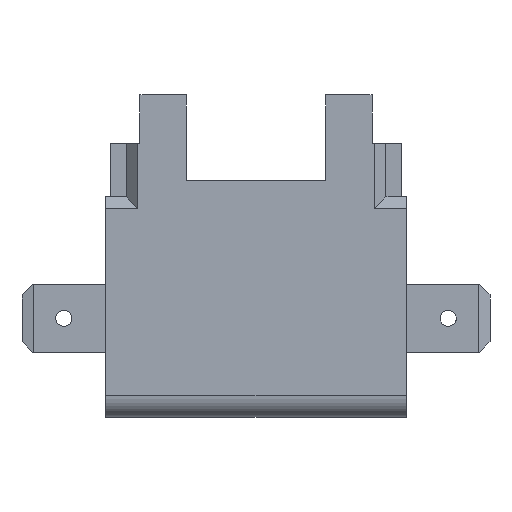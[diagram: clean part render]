
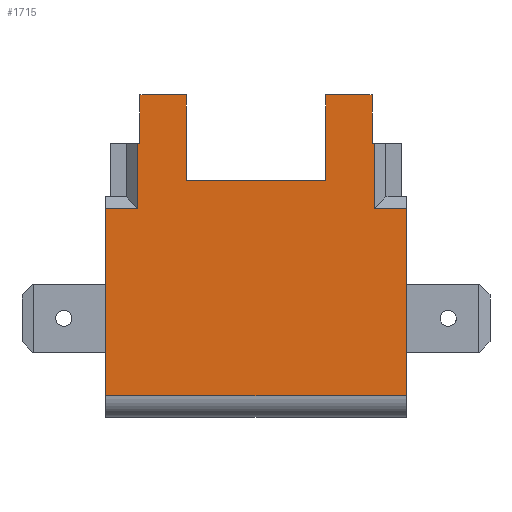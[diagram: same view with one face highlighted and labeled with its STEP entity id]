
A CAD part, left-side view. The second image highlights one B-rep face of the part: STEP entity #1715.
In plain terms, the highlighted free-form (B-spline) face has degree [1, 1] with [2, 2] control points.
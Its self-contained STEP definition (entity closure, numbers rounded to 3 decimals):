
#491 = VERTEX_POINT('',#492);
#492 = CARTESIAN_POINT('',(-3.343,9.502,
    26.395));
#521 = VERTEX_POINT('',#522);
#522 = CARTESIAN_POINT('',(-3.343,9.502,
    22.436));
#527 = EDGE_CURVE('',#521,#491,#528,.T.);
#528 = B_SPLINE_CURVE_WITH_KNOTS('',1,(#529,#530),.UNSPECIFIED.,.F.,.F.,
  (2,2),(-2.25,2.25),.PIECEWISE_BEZIER_KNOTS.);
#529 = CARTESIAN_POINT('',(-3.343,9.502,
    22.436));
#530 = CARTESIAN_POINT('',(-3.343,9.502,
    26.395));
#570 = EDGE_CURVE('',#571,#491,#573,.T.);
#571 = VERTEX_POINT('',#572);
#572 = CARTESIAN_POINT('',(-3.343,5.719,
    26.395));
#573 = B_SPLINE_CURVE_WITH_KNOTS('',1,(#574,#575),.UNSPECIFIED.,.F.,.F.,
  (2,2),(-2.15,2.15),.PIECEWISE_BEZIER_KNOTS.);
#574 = CARTESIAN_POINT('',(-3.343,5.719,
    26.395));
#575 = CARTESIAN_POINT('',(-3.343,9.502,
    26.395));
#662 = VERTEX_POINT('',#663);
#663 = CARTESIAN_POINT('',(-3.343,-5.719,
    26.395));
#668 = EDGE_CURVE('',#669,#662,#671,.T.);
#669 = VERTEX_POINT('',#670);
#670 = CARTESIAN_POINT('',(-3.343,-9.502,
    26.395));
#671 = B_SPLINE_CURVE_WITH_KNOTS('',1,(#672,#673),.UNSPECIFIED.,.F.,.F.,
  (2,2),(-2.15,2.15),.PIECEWISE_BEZIER_KNOTS.);
#672 = CARTESIAN_POINT('',(-3.343,-9.502,
    26.395));
#673 = CARTESIAN_POINT('',(-3.343,-5.719,
    26.395));
#690 = EDGE_CURVE('',#691,#669,#693,.T.);
#691 = VERTEX_POINT('',#692);
#692 = CARTESIAN_POINT('',(-3.343,-9.502,
    22.436));
#693 = B_SPLINE_CURVE_WITH_KNOTS('',1,(#694,#695),.UNSPECIFIED.,.F.,.F.,
  (2,2),(-2.25,2.25),.PIECEWISE_BEZIER_KNOTS.);
#694 = CARTESIAN_POINT('',(-3.343,-9.502,
    22.436));
#695 = CARTESIAN_POINT('',(-3.343,-9.502,
    26.395));
#904 = VERTEX_POINT('',#905);
#905 = CARTESIAN_POINT('',(-3.343,12.318,
    1.76));
#913 = VERTEX_POINT('',#914);
#914 = CARTESIAN_POINT('',(-3.343,-12.318,
    1.76));
#920 = EDGE_CURVE('',#904,#913,#921,.T.);
#921 = B_SPLINE_CURVE_WITH_KNOTS('',1,(#922,#923),.UNSPECIFIED.,.F.,.F.,
  (2,2),(-14.,14.),.PIECEWISE_BEZIER_KNOTS.);
#922 = CARTESIAN_POINT('',(-3.343,12.318,
    1.76));
#923 = CARTESIAN_POINT('',(-3.343,-12.318,
    1.76));
#1081 = EDGE_CURVE('',#1082,#571,#1084,.T.);
#1082 = VERTEX_POINT('',#1083);
#1083 = CARTESIAN_POINT('',(-3.343,5.719,
    19.357));
#1084 = B_SPLINE_CURVE_WITH_KNOTS('',1,(#1085,#1086),.UNSPECIFIED.,.F.,
  .F.,(2,2),(-4.,4.),.PIECEWISE_BEZIER_KNOTS.);
#1085 = CARTESIAN_POINT('',(-3.343,5.719,
    19.357));
#1086 = CARTESIAN_POINT('',(-3.343,5.719,
    26.395));
#1109 = VERTEX_POINT('',#1110);
#1110 = CARTESIAN_POINT('',(-3.343,-5.719,
    19.357));
#1115 = EDGE_CURVE('',#662,#1109,#1116,.T.);
#1116 = B_SPLINE_CURVE_WITH_KNOTS('',1,(#1117,#1118),.UNSPECIFIED.,.F.,
  .F.,(2,2),(-4.,4.),.PIECEWISE_BEZIER_KNOTS.);
#1117 = CARTESIAN_POINT('',(-3.343,-5.719,
    26.395));
#1118 = CARTESIAN_POINT('',(-3.343,-5.719,
    19.357));
#1451 = VERTEX_POINT('',#1452);
#1452 = CARTESIAN_POINT('',(-3.343,-9.678,
    22.436));
#1473 = EDGE_CURVE('',#1451,#691,#1474,.T.);
#1474 = B_SPLINE_CURVE_WITH_KNOTS('',1,(#1475,#1476),.UNSPECIFIED.,.F.,
  .F.,(2,2),(-0.1,0.1),.PIECEWISE_BEZIER_KNOTS.);
#1475 = CARTESIAN_POINT('',(-3.343,-9.678,
    22.436));
#1476 = CARTESIAN_POINT('',(-3.343,-9.502,
    22.436));
#1533 = EDGE_CURVE('',#1534,#1536,#1538,.T.);
#1534 = VERTEX_POINT('',#1535);
#1535 = CARTESIAN_POINT('',(-3.343,-9.678,
    17.069));
#1536 = VERTEX_POINT('',#1537);
#1537 = CARTESIAN_POINT('',(-3.343,-12.318,
    17.069));
#1538 = B_SPLINE_CURVE_WITH_KNOTS('',1,(#1539,#1540),.UNSPECIFIED.,.F.,
  .F.,(2,2),(11.,14.),.PIECEWISE_BEZIER_KNOTS.);
#1539 = CARTESIAN_POINT('',(-3.343,-9.678,
    17.069));
#1540 = CARTESIAN_POINT('',(-3.343,-12.318,
    17.069));
#1561 = EDGE_CURVE('',#1451,#1534,#1562,.T.);
#1562 = B_SPLINE_CURVE_WITH_KNOTS('',1,(#1563,#1564),.UNSPECIFIED.,.F.,
  .F.,(2,2),(-10.5,-4.4),.PIECEWISE_BEZIER_KNOTS.);
#1563 = CARTESIAN_POINT('',(-3.343,-9.678,
    22.436));
#1564 = CARTESIAN_POINT('',(-3.343,-9.678,
    17.069));
#1577 = EDGE_CURVE('',#904,#1578,#1580,.T.);
#1578 = VERTEX_POINT('',#1579);
#1579 = CARTESIAN_POINT('',(-3.343,12.318,
    17.069));
#1580 = B_SPLINE_CURVE_WITH_KNOTS('',1,(#1581,#1582),.UNSPECIFIED.,.F.,
  .F.,(2,2),(-8.7,8.7),.PIECEWISE_BEZIER_KNOTS.);
#1581 = CARTESIAN_POINT('',(-3.343,12.318,
    1.76));
#1582 = CARTESIAN_POINT('',(-3.343,12.318,
    17.069));
#1642 = VERTEX_POINT('',#1643);
#1643 = CARTESIAN_POINT('',(-3.343,9.678,
    22.436));
#1650 = EDGE_CURVE('',#1642,#521,#1651,.T.);
#1651 = B_SPLINE_CURVE_WITH_KNOTS('',1,(#1652,#1653),.UNSPECIFIED.,.F.,
  .F.,(2,2),(-0.1,0.1),.PIECEWISE_BEZIER_KNOTS.);
#1652 = CARTESIAN_POINT('',(-3.343,9.678,
    22.436));
#1653 = CARTESIAN_POINT('',(-3.343,9.502,
    22.436));
#1715 = ADVANCED_FACE('',(#1716),#1752,.F.);
#1716 = FACE_BOUND('',#1717,.T.);
#1717 = EDGE_LOOP('',(#1718,#1719,#1724,#1725,#1726,#1727,#1728,#1729,
    #1730,#1735,#1736,#1737,#1738,#1739,#1746,#1751));
#1718 = ORIENTED_EDGE('',*,*,#920,.T.);
#1719 = ORIENTED_EDGE('',*,*,#1720,.F.);
#1720 = EDGE_CURVE('',#1536,#913,#1721,.T.);
#1721 = B_SPLINE_CURVE_WITH_KNOTS('',1,(#1722,#1723),.UNSPECIFIED.,.F.,
  .F.,(2,2),(-8.7,8.7),.PIECEWISE_BEZIER_KNOTS.);
#1722 = CARTESIAN_POINT('',(-3.343,-12.318,
    17.069));
#1723 = CARTESIAN_POINT('',(-3.343,-12.318,
    1.76));
#1724 = ORIENTED_EDGE('',*,*,#1533,.F.);
#1725 = ORIENTED_EDGE('',*,*,#1561,.F.);
#1726 = ORIENTED_EDGE('',*,*,#1473,.T.);
#1727 = ORIENTED_EDGE('',*,*,#690,.T.);
#1728 = ORIENTED_EDGE('',*,*,#668,.T.);
#1729 = ORIENTED_EDGE('',*,*,#1115,.T.);
#1730 = ORIENTED_EDGE('',*,*,#1731,.T.);
#1731 = EDGE_CURVE('',#1109,#1082,#1732,.T.);
#1732 = B_SPLINE_CURVE_WITH_KNOTS('',1,(#1733,#1734),.UNSPECIFIED.,.F.,
  .F.,(2,2),(-6.5,6.5),.PIECEWISE_BEZIER_KNOTS.);
#1733 = CARTESIAN_POINT('',(-3.343,-5.719,
    19.357));
#1734 = CARTESIAN_POINT('',(-3.343,5.719,
    19.357));
#1735 = ORIENTED_EDGE('',*,*,#1081,.T.);
#1736 = ORIENTED_EDGE('',*,*,#570,.T.);
#1737 = ORIENTED_EDGE('',*,*,#527,.F.);
#1738 = ORIENTED_EDGE('',*,*,#1650,.F.);
#1739 = ORIENTED_EDGE('',*,*,#1740,.T.);
#1740 = EDGE_CURVE('',#1642,#1741,#1743,.T.);
#1741 = VERTEX_POINT('',#1742);
#1742 = CARTESIAN_POINT('',(-3.343,9.678,
    17.069));
#1743 = B_SPLINE_CURVE_WITH_KNOTS('',1,(#1744,#1745),.UNSPECIFIED.,.F.,
  .F.,(2,2),(-3.05,3.05),.PIECEWISE_BEZIER_KNOTS.);
#1744 = CARTESIAN_POINT('',(-3.343,9.678,
    22.436));
#1745 = CARTESIAN_POINT('',(-3.343,9.678,
    17.069));
#1746 = ORIENTED_EDGE('',*,*,#1747,.F.);
#1747 = EDGE_CURVE('',#1578,#1741,#1748,.T.);
#1748 = B_SPLINE_CURVE_WITH_KNOTS('',1,(#1749,#1750),.UNSPECIFIED.,.F.,
  .F.,(2,2),(-1.5,1.5),.PIECEWISE_BEZIER_KNOTS.);
#1749 = CARTESIAN_POINT('',(-3.343,12.318,
    17.069));
#1750 = CARTESIAN_POINT('',(-3.343,9.678,
    17.069));
#1751 = ORIENTED_EDGE('',*,*,#1577,.F.);
#1752 = B_SPLINE_SURFACE_WITH_KNOTS('',1,1,(
    (#1753,#1754)
    ,(#1755,#1756
    )),.UNSPECIFIED.,.F.,.F.,.F.,(2,2),(2,2),(-14.,14.),(2.,30.),
  .PIECEWISE_BEZIER_KNOTS.);
#1753 = CARTESIAN_POINT('',(-3.343,-12.318,
    1.76));
#1754 = CARTESIAN_POINT('',(-3.343,-12.318,
    26.395));
#1755 = CARTESIAN_POINT('',(-3.343,12.318,
    1.76));
#1756 = CARTESIAN_POINT('',(-3.343,12.318,
    26.395));
